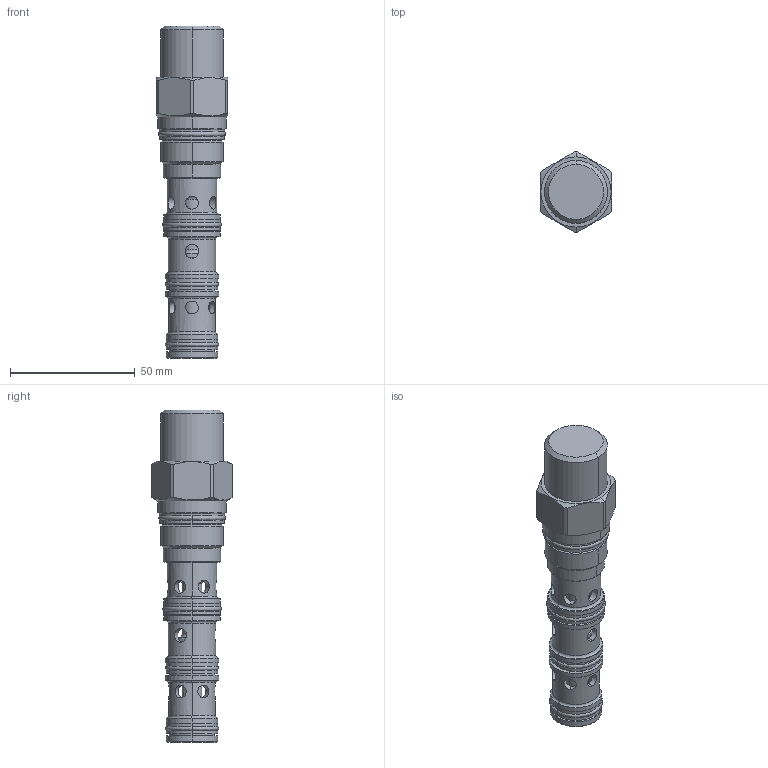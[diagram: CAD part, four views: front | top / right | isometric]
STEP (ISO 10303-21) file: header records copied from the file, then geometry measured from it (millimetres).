
FILE_DESCRIPTION((''),'2;1');
FILE_NAME('DSEO-XEN_PRT','2013-10-30T',('Administrator'),(''),'PRO/ENGINEER BY PARAMETRIC TECHNOLOGY CORPORATION, 2006240','PRO/ENGINEER BY PARAMETRIC TECHNOLOGY CORPORATION, 2006240','');
FILE_SCHEMA(('CONFIG_CONTROL_DESIGN'));
Length unit declared in the file: inch
Products named in the file (1): DSEO-XEN_PRT
Bounding box: 28.57 x 32.21 x 133.34 mm (x, y, z)
Volume: 49744.8 mm3; surface area: 20297.5 mm2
Topology: 4 solids, 4 shells, 358 faces, 774 edges, 470 vertices
Faces by surface type: cylinder 166, torus 86, plane 64, cone 28, revolution 14
Entity records: 12142 total; most frequent: CARTESIAN_POINT 4076, DIRECTION 1822, ORIENTED_EDGE 1540, AXIS2_PLACEMENT_3D 804, EDGE_CURVE 770, VERTEX_POINT 470, CIRCLE 460, EDGE_LOOP 446
